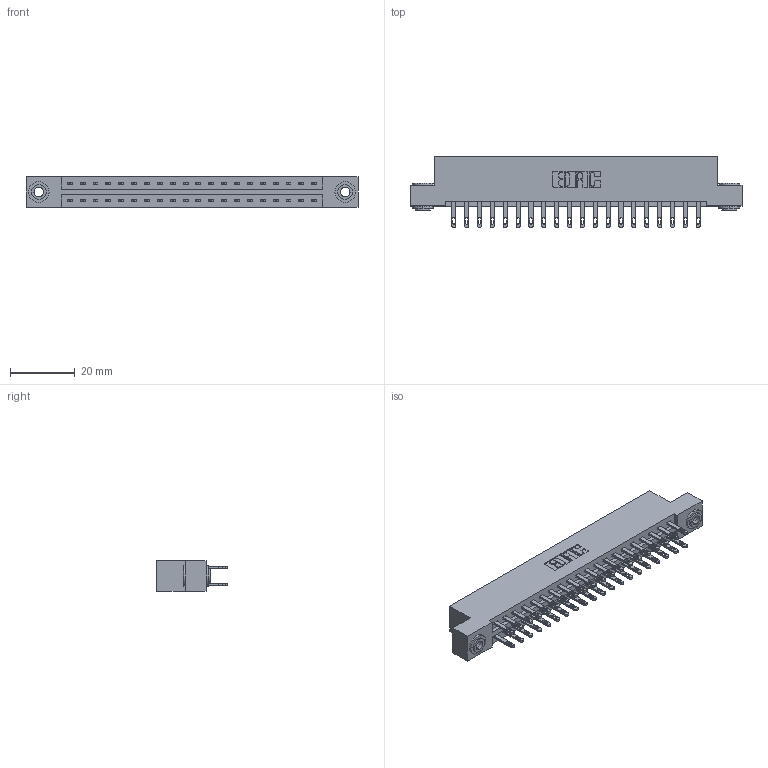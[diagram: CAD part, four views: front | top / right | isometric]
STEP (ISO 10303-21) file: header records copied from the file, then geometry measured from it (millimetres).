
FILE_DESCRIPTION (( 'STEP AP203' ), '1' );
FILE_NAME ('887-040-500-203.STEP', '2020-09-20T23:22:04', ( '' ), ( '' ), 'SwSTEP 2.0', 'SolidWorks 2020', '' );
FILE_SCHEMA (( 'CONFIG_CONTROL_DESIGN' ));
Length unit declared in the file: inch
Products named in the file (4): 345-250-002_345-250-002-102; 887-040-500-203; 837 Part_Flush Mounting Lugs - 0.156 Dia-TH; 345-292-001_345-293-100
Assembly tree (43 placements, depth 2):
  887-040-500-203
    837 Part_Flush Mounting Lugs - 0.156 Dia-TH
    345-292-001_345-293-100  x40
    345-250-002_345-250-002-102  x2
Bounding box: 102.26 x 21.85 x 9.4 mm (x, y, z)
Volume: 10625.8 mm3; surface area: 12467 mm2
Topology: 43 solids, 43 shells, 2152 faces, 6507 edges, 4334 vertices
Faces by surface type: plane 1360, cylinder 784, cone 8
Entity records: 18932 total; most frequent: CARTESIAN_POINT 3181, ORIENTED_EDGE 3110, DIRECTION 2781, EDGE_CURVE 1555, LINE 1399, VECTOR 1399, VERTEX_POINT 1034, AXIS2_PLACEMENT_3D 691
